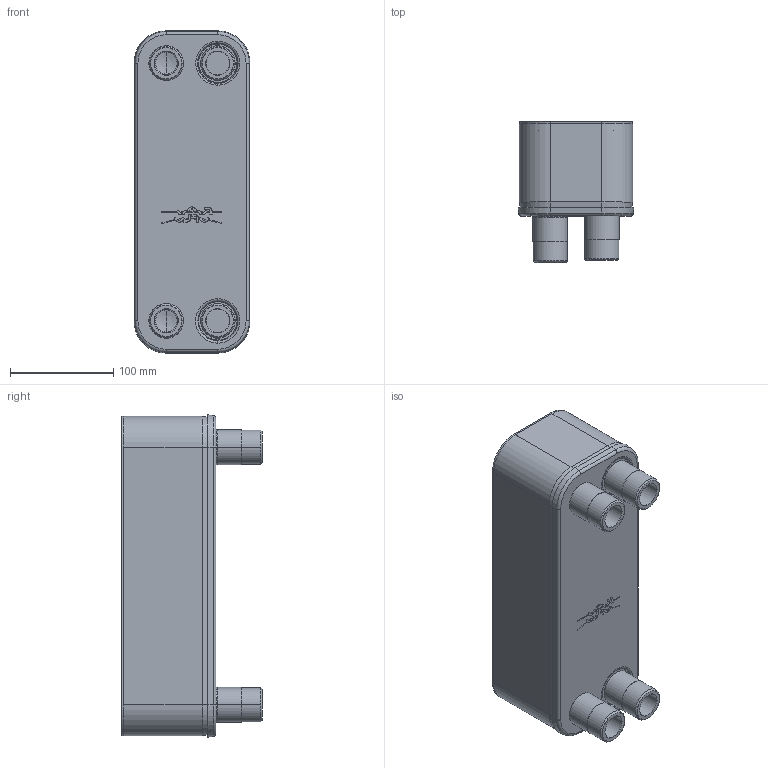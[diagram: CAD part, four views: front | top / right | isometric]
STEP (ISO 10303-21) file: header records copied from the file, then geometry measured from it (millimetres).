
FILE_DESCRIPTION((''),'2;1');
FILE_NAME('CB30_34H_3287083387_ASM','2018-05-02T',('cnshipu'),(''),'CREO PARAMETRIC BY PTC INC, 2016260','CREO PARAMETRIC BY PTC INC, 2016260','');
FILE_SCHEMA(('CONFIG_CONTROL_DESIGN'));
Length unit declared in the file: millimetre
Products named in the file (6): CB30_34_CH_BLOCK; CB30_FP_S1S2S3S4_25; CB30_PP; 1625764-01; 1625764; CB30_34H_3287083387_ASM
Assembly tree (7 placements, depth 2):
  CB30_34H_3287083387_ASM
    CB30_34_CH_BLOCK
    CB30_FP_S1S2S3S4_25
    CB30_PP
    1625764-01  x2
    1625764  x2
Bounding box: 112.55 x 136.5 x 312.79 mm (x, y, z)
Volume: 2581480.5 mm3; surface area: 369003.4 mm2
Topology: 7 solids, 13 shells, 1754 faces, 4862 edges, 3162 vertices
Faces by surface type: plane 1358, cylinder 184, torus 108, cone 88, sphere 16
Entity records: 53685 total; most frequent: CARTESIAN_POINT 9538, ORIENTED_EDGE 9424, DIRECTION 8750, EDGE_CURVE 4716, VECTOR 4082, LINE 4082, VERTEX_POINT 3082, AXIS2_PLACEMENT_3D 2334
